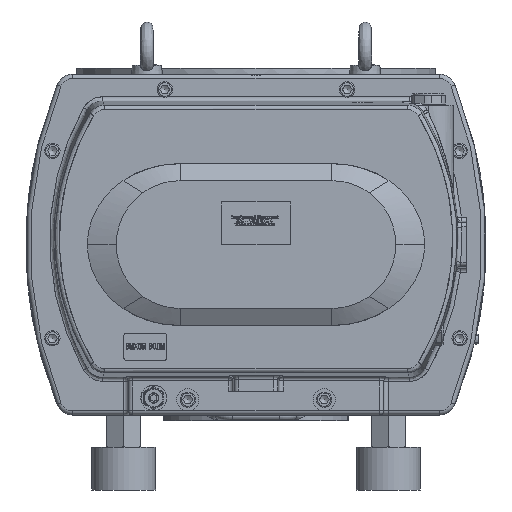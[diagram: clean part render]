
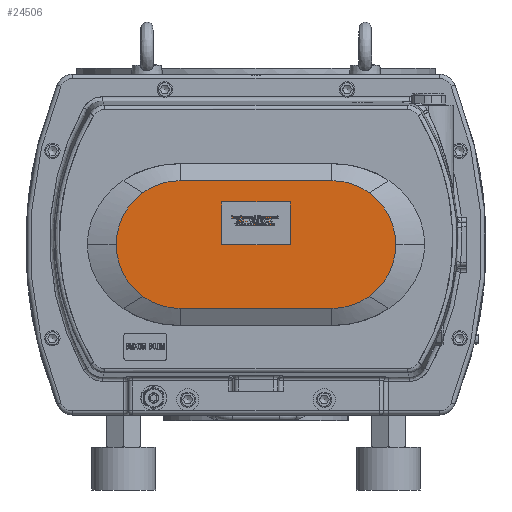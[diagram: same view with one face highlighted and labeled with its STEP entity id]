
A CAD part, front view. The second image highlights one B-rep face of the part: STEP entity #24506.
In plain terms, the highlighted planar face has unit normal (0, -1, 0).
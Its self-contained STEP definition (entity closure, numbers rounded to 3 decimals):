
#24506=ADVANCED_FACE('',(#46661),#46663,.F.);
#46661=FACE_BOUND('',#46662,.T.);
#46662=EDGE_LOOP('',(#106101,#106102,#106103,#106104,#106105,#106106,#106107,#106108,
#106109,#106110));
#46663=PLANE('',#46664);
#46664=AXIS2_PLACEMENT_3D('',#46665,#46666,#46667);
#46665=CARTESIAN_POINT('',(0.,-585.,0.));
#46666=DIRECTION('',(0.,1.,0.));
#46667=DIRECTION('',(1.,0.,0.));
#106101=ORIENTED_EDGE('',*,*,#119575,.F.);
#106102=ORIENTED_EDGE('',*,*,#119576,.F.);
#106103=ORIENTED_EDGE('',*,*,#119577,.F.);
#106104=ORIENTED_EDGE('',*,*,#119578,.F.);
#106105=ORIENTED_EDGE('',*,*,#119579,.F.);
#106106=ORIENTED_EDGE('',*,*,#119580,.F.);
#106107=ORIENTED_EDGE('',*,*,#119581,.F.);
#106108=ORIENTED_EDGE('',*,*,#119582,.F.);
#106109=ORIENTED_EDGE('',*,*,#119583,.F.);
#106110=ORIENTED_EDGE('',*,*,#119584,.F.);
#119575=EDGE_CURVE('',#135495,#135496,#135497,.T.);
#119576=EDGE_CURVE('',#135498,#135495,#135499,.T.);
#119577=EDGE_CURVE('',#135500,#135498,#135501,.T.);
#119578=EDGE_CURVE('',#135502,#135500,#135503,.T.);
#119579=EDGE_CURVE('',#135504,#135502,#135505,.T.);
#119580=EDGE_CURVE('',#135506,#135504,#135507,.T.);
#119581=EDGE_CURVE('',#135508,#135506,#135509,.T.);
#119582=EDGE_CURVE('',#135510,#135508,#135511,.T.);
#119583=EDGE_CURVE('',#135512,#135510,#135513,.T.);
#119584=EDGE_CURVE('',#135496,#135512,#135514,.T.);
#135495=VERTEX_POINT('',#178683);
#135496=VERTEX_POINT('',#178684);
#135497=LINE('',#178685,#178686);
#135498=VERTEX_POINT('',#178688);
#135499=CIRCLE('',#178689,75.);
#135500=VERTEX_POINT('',#178693);
#135501=CIRCLE('',#178694,75.);
#135502=VERTEX_POINT('',#178698);
#135503=CIRCLE('',#178699,75.);
#135504=VERTEX_POINT('',#178703);
#135505=CIRCLE('',#178704,75.);
#135506=VERTEX_POINT('',#178708);
#135507=LINE('',#178709,#178710);
#135508=VERTEX_POINT('',#178712);
#135509=CIRCLE('',#178713,75.);
#135510=VERTEX_POINT('',#178717);
#135511=CIRCLE('',#178718,75.);
#135512=VERTEX_POINT('',#178722);
#135513=CIRCLE('',#178723,75.);
#135514=CIRCLE('',#178727,75.);
#178683=CARTESIAN_POINT('',(-89.,-585.,75.));
#178684=CARTESIAN_POINT('',(89.,-585.,75.));
#178685=CARTESIAN_POINT('',(-89.,-585.,75.));
#178686=VECTOR('',#178687,1.);
#178687=DIRECTION('',(1.,0.,0.));
#178688=CARTESIAN_POINT('',(-132.927,-585.,60.79));
#178689=AXIS2_PLACEMENT_3D('',#178690,#178691,#178692);
#178690=CARTESIAN_POINT('',(-89.,-585.,0.));
#178691=DIRECTION('',(0.,1.,0.));
#178692=DIRECTION('',(-0.586,0.,0.811));
#178693=CARTESIAN_POINT('',(-164.,-585.,0.));
#178694=AXIS2_PLACEMENT_3D('',#178695,#178696,#178697);
#178695=CARTESIAN_POINT('',(-89.,-585.,0.));
#178696=DIRECTION('',(0.,1.,0.));
#178697=DIRECTION('',(-1.,0.,0.));
#178698=CARTESIAN_POINT('',(-132.927,-585.,-60.79));
#178699=AXIS2_PLACEMENT_3D('',#178700,#178701,#178702);
#178700=CARTESIAN_POINT('',(-89.,-585.,0.));
#178701=DIRECTION('',(0.,1.,0.));
#178702=DIRECTION('',(-0.586,0.,-0.811));
#178703=CARTESIAN_POINT('',(-89.,-585.,-75.));
#178704=AXIS2_PLACEMENT_3D('',#178705,#178706,#178707);
#178705=CARTESIAN_POINT('',(-89.,-585.,0.));
#178706=DIRECTION('',(0.,1.,0.));
#178707=DIRECTION('',(0.,0.,-1.));
#178708=CARTESIAN_POINT('',(89.,-585.,-75.));
#178709=CARTESIAN_POINT('',(89.,-585.,-75.));
#178710=VECTOR('',#178711,1.);
#178711=DIRECTION('',(-1.,0.,0.));
#178712=CARTESIAN_POINT('',(132.927,-585.,-60.79));
#178713=AXIS2_PLACEMENT_3D('',#178714,#178715,#178716);
#178714=CARTESIAN_POINT('',(89.,-585.,0.));
#178715=DIRECTION('',(0.,1.,0.));
#178716=DIRECTION('',(0.586,0.,-0.811));
#178717=CARTESIAN_POINT('',(164.,-585.,0.));
#178718=AXIS2_PLACEMENT_3D('',#178719,#178720,#178721);
#178719=CARTESIAN_POINT('',(89.,-585.,0.));
#178720=DIRECTION('',(0.,1.,0.));
#178721=DIRECTION('',(1.,0.,0.));
#178722=CARTESIAN_POINT('',(132.927,-585.,60.79));
#178723=AXIS2_PLACEMENT_3D('',#178724,#178725,#178726);
#178724=CARTESIAN_POINT('',(89.,-585.,0.));
#178725=DIRECTION('',(0.,1.,0.));
#178726=DIRECTION('',(0.586,0.,0.811));
#178727=AXIS2_PLACEMENT_3D('',#178728,#178729,#178730);
#178728=CARTESIAN_POINT('',(89.,-585.,0.));
#178729=DIRECTION('',(0.,1.,0.));
#178730=DIRECTION('',(0.,0.,1.));
